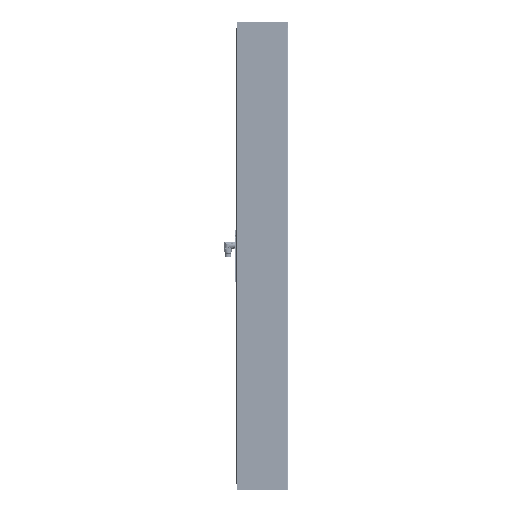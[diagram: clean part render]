
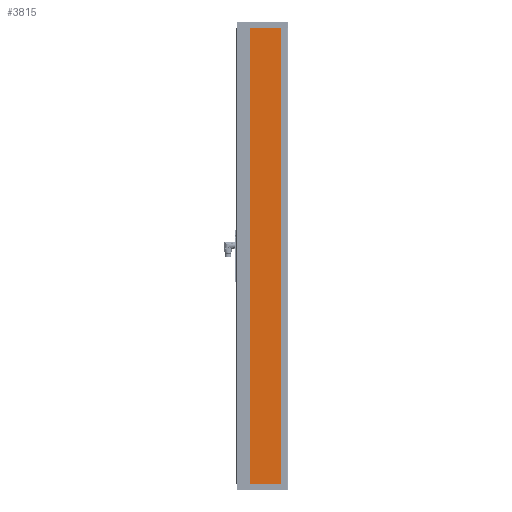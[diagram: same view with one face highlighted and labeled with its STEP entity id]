
A CAD part, left-side view. The second image highlights one B-rep face of the part: STEP entity #3815.
In plain terms, the highlighted planar face has unit normal (-1, 0, 0).
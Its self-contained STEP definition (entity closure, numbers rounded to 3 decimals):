
#3815 = ADVANCED_FACE ( 'NONE', ( #98539 ), #122136, .F. ) ;
#14349 = DIRECTION ( 'NONE',  ( 0., -1., 0. ) ) ;
#25519 = EDGE_CURVE ( 'NONE', #167279, #109534, #42566, .T. ) ;
#31118 = EDGE_LOOP ( 'NONE', ( #69895, #165692, #111374, #125280 ) ) ;
#35547 = VECTOR ( 'NONE', #14349, 1000. ) ;
#41556 = VECTOR ( 'NONE', #167077, 1000. ) ;
#42566 = LINE ( 'NONE', #97275, #35547 ) ;
#48699 = VERTEX_POINT ( 'NONE', #102303 ) ;
#63456 = VECTOR ( 'NONE', #113486, 1000. ) ;
#65865 = EDGE_CURVE ( 'NONE', #167279, #48699, #84490, .T. ) ;
#67239 = CARTESIAN_POINT ( 'NONE',  ( 0., 40.9, 0. ) ) ;
#67665 = VECTOR ( 'NONE', #164524, 1000. ) ;
#69895 = ORIENTED_EDGE ( 'NONE', *, *, #106725, .F. ) ;
#73299 = VERTEX_POINT ( 'NONE', #113930 ) ;
#84490 = LINE ( 'NONE', #67239, #67665 ) ;
#85658 = EDGE_CURVE ( 'NONE', #109534, #73299, #126209, .T. ) ;
#94852 = DIRECTION ( 'NONE',  ( 1., 0., 0. ) ) ;
#96198 = AXIS2_PLACEMENT_3D ( 'NONE', #137596, #94852, #151286 ) ;
#96285 = CARTESIAN_POINT ( 'NONE',  ( 0., -65.4, 1600. ) ) ;
#97275 = CARTESIAN_POINT ( 'NONE',  ( 0., -90., 0. ) ) ;
#98539 = FACE_OUTER_BOUND ( 'NONE', #31118, .T. ) ;
#102303 = CARTESIAN_POINT ( 'NONE',  ( 0., 40.9, 1600. ) ) ;
#106725 = EDGE_CURVE ( 'NONE', #48699, #73299, #137969, .T. ) ;
#109534 = VERTEX_POINT ( 'NONE', #125391 ) ;
#111374 = ORIENTED_EDGE ( 'NONE', *, *, #25519, .T. ) ;
#111589 = CARTESIAN_POINT ( 'NONE',  ( 0., -90., 1600. ) ) ;
#113486 = DIRECTION ( 'NONE',  ( 0., 0., 1. ) ) ;
#113930 = CARTESIAN_POINT ( 'NONE',  ( 0., -65.4, 1600. ) ) ;
#122136 = PLANE ( 'NONE',  #96198 ) ;
#125280 = ORIENTED_EDGE ( 'NONE', *, *, #85658, .T. ) ;
#125391 = CARTESIAN_POINT ( 'NONE',  ( 0., -65.4, 0. ) ) ;
#126209 = LINE ( 'NONE', #96285, #63456 ) ;
#137596 = CARTESIAN_POINT ( 'NONE',  ( 0., -90., 1600. ) ) ;
#137969 = LINE ( 'NONE', #111589, #41556 ) ;
#151286 = DIRECTION ( 'NONE',  ( 0., 0., -1. ) ) ;
#161952 = CARTESIAN_POINT ( 'NONE',  ( 0., 40.9, 0. ) ) ;
#164524 = DIRECTION ( 'NONE',  ( 0., 0., 1. ) ) ;
#165692 = ORIENTED_EDGE ( 'NONE', *, *, #65865, .F. ) ;
#167077 = DIRECTION ( 'NONE',  ( 0., -1., 0. ) ) ;
#167279 = VERTEX_POINT ( 'NONE', #161952 ) ;
